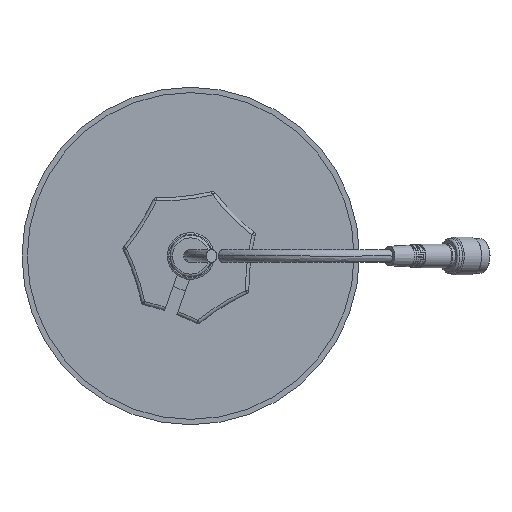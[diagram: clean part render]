
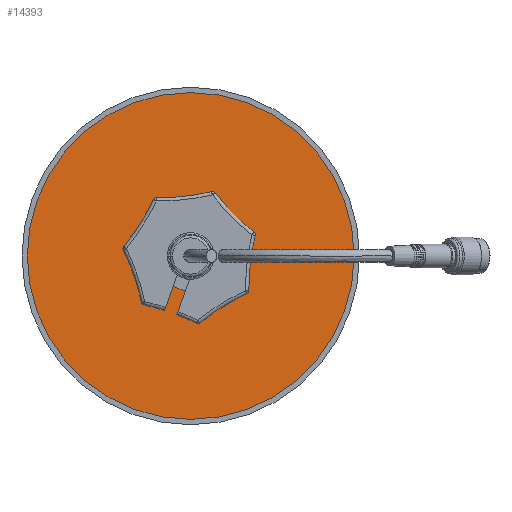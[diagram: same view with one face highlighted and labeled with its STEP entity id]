
A CAD part, front view. The second image highlights one B-rep face of the part: STEP entity #14393.
In plain terms, the highlighted planar face has unit normal (0, -1, 0).
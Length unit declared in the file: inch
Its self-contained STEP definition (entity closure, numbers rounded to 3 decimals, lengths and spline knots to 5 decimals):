
#423 = CARTESIAN_POINT ( 'NONE',  ( 0., 1.60077, 0. ) ) ;
#1129 = DIRECTION ( 'NONE',  ( 0., 1., 0. ) ) ;
#1274 = EDGE_CURVE ( 'NONE', #4669, #4121, #11647, .T. ) ;
#1379 = DIRECTION ( 'NONE',  ( -1., 0., 0. ) ) ;
#1544 = DIRECTION ( 'NONE',  ( -1., 0., 0. ) ) ;
#1693 = ORIENTED_EDGE ( 'NONE', *, *, #2187, .F. ) ;
#2067 = CIRCLE ( 'NONE', #3759, 2.47864 ) ;
#2187 = EDGE_CURVE ( 'NONE', #4121, #4669, #2067, .T. ) ;
#2448 = CARTESIAN_POINT ( 'NONE',  ( 0., 1.60077, 0. ) ) ;
#2621 = CARTESIAN_POINT ( 'NONE',  ( 0., 1.60077, 0. ) ) ;
#3073 = CARTESIAN_POINT ( 'NONE',  ( 0., 1.60077, 0. ) ) ;
#3704 = AXIS2_PLACEMENT_3D ( 'NONE', #11120, #1129, #7889 ) ;
#3759 = AXIS2_PLACEMENT_3D ( 'NONE', #2621, #10370, #6020 ) ;
#3785 = EDGE_LOOP ( 'NONE', ( #5608, #12717 ) ) ;
#3964 = VERTEX_POINT ( 'NONE', #10601 ) ;
#4121 = VERTEX_POINT ( 'NONE', #10243 ) ;
#4134 = DIRECTION ( 'NONE',  ( -1., 0., 0. ) ) ;
#4173 = AXIS2_PLACEMENT_3D ( 'NONE', #3073, #13203, #4134 ) ;
#4323 = AXIS2_PLACEMENT_3D ( 'NONE', #2448, #11335, #1379 ) ;
#4419 = PLANE ( 'NONE',  #3704 ) ;
#4669 = VERTEX_POINT ( 'NONE', #10169 ) ;
#5548 = EDGE_CURVE ( 'NONE', #3964, #10355, #6266, .T. ) ;
#5597 = ORIENTED_EDGE ( 'NONE', *, *, #1274, .F. ) ;
#5608 = ORIENTED_EDGE ( 'NONE', *, *, #9251, .T. ) ;
#6020 = DIRECTION ( 'NONE',  ( -1., 0., 0. ) ) ;
#6266 = CIRCLE ( 'NONE', #4323, 0.5315 ) ;
#7699 = FACE_OUTER_BOUND ( 'NONE', #11380, .T. ) ;
#7789 = CARTESIAN_POINT ( 'NONE',  ( -0.5315, 1.60077, 0. ) ) ;
#7889 = DIRECTION ( 'NONE',  ( -1., 0., 0. ) ) ;
#8162 = DIRECTION ( 'NONE',  ( 0., 1., 0. ) ) ;
#9251 = EDGE_CURVE ( 'NONE', #10355, #3964, #13606, .T. ) ;
#10169 = CARTESIAN_POINT ( 'NONE',  ( 2.47864, 1.60077, 0. ) ) ;
#10243 = CARTESIAN_POINT ( 'NONE',  ( -2.47864, 1.60077, 0. ) ) ;
#10272 = AXIS2_PLACEMENT_3D ( 'NONE', #423, #8162, #1544 ) ;
#10355 = VERTEX_POINT ( 'NONE', #7789 ) ;
#10370 = DIRECTION ( 'NONE',  ( 0., 1., 0. ) ) ;
#10601 = CARTESIAN_POINT ( 'NONE',  ( 0.5315, 1.60077, 0. ) ) ;
#11120 = CARTESIAN_POINT ( 'NONE',  ( 2.47864, 1.60077, 0. ) ) ;
#11335 = DIRECTION ( 'NONE',  ( 0., 1., 0. ) ) ;
#11380 = EDGE_LOOP ( 'NONE', ( #1693, #5597 ) ) ;
#11561 = FACE_BOUND ( 'NONE', #3785, .T. ) ;
#11647 = CIRCLE ( 'NONE', #10272, 2.47864 ) ;
#12717 = ORIENTED_EDGE ( 'NONE', *, *, #5548, .T. ) ;
#13203 = DIRECTION ( 'NONE',  ( 0., 1., 0. ) ) ;
#13606 = CIRCLE ( 'NONE', #4173, 0.5315 ) ;
#14393 = ADVANCED_FACE ( 'NONE', ( #7699, #11561 ), #4419, .F. ) ;
